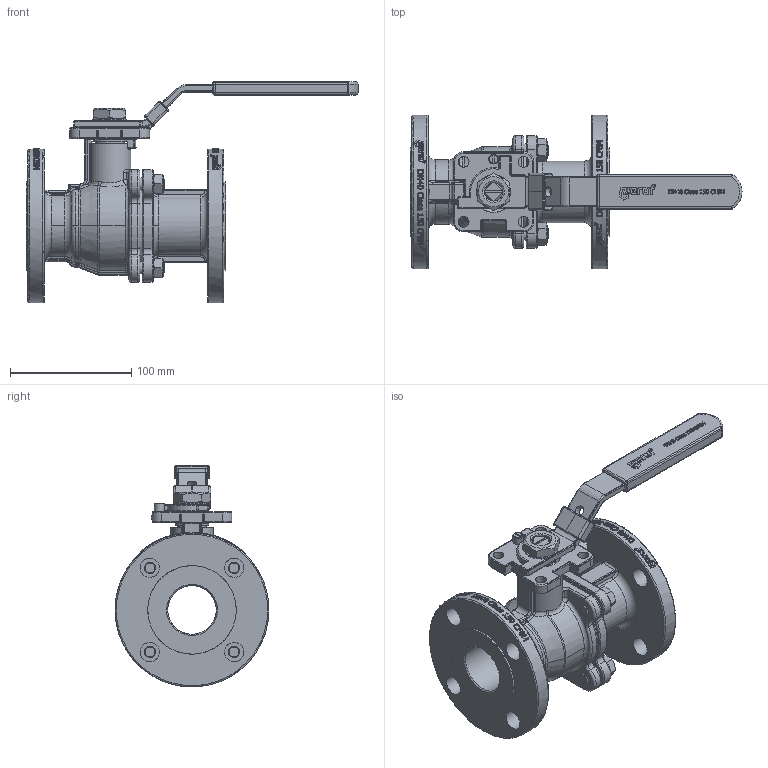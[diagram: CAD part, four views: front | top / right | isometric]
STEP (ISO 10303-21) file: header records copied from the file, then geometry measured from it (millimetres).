
FILE_DESCRIPTION(('HOOPS Exchange Step'),'2;1');
FILE_NAME('FK0601_DN40.stp','2025-08-04T13:41:56+02:00',('nieru'),('Unknown organisation'),'HOOPS Exchange 2024.2','HOOPS Exchange','Unknown authorisation');
FILE_SCHEMA( ('AP203_CONFIGURATION_CONTROLLED_3D_DESIGN_OF_MECHANICAL_PARTS_AND_ASSEMBLIES_MIM_LF') );
Length unit declared in the file: millimetre
Products named in the file (2): 0; root
Assembly tree (1 placements, depth 2):
  root
    0
Bounding box: 274 x 127 x 182.99 mm (x, y, z)
Volume: 758822.6 mm3; surface area: 160537.4 mm2
Topology: 1 solids, 1 shells, 2231 faces, 5930 edges, 3797 vertices
Faces by surface type: bspline 845, plane 666, cylinder 451, torus 164, sphere 68, cone 37
Full cylindrical faces by diameter (mm): 4.134 x1, 8 x2, 9 x4, 10 x4, 15.294 x1, 16 x8, 18 x2, 18.5 x3, 24 x1, 28 x3, 34 x1, 40 x1, 73 x2, 80 x1, 127 x2
Entity records: 144021 total; most frequent: CARTESIAN_POINT 96609, ORIENTED_EDGE 11858, DIRECTION 5999, EDGE_CURVE 5929, VERTEX_POINT 3797, B_SPLINE_CURVE_WITH_KNOTS 3181, EDGE_LOOP 2394, FACE_BOUND 2394
